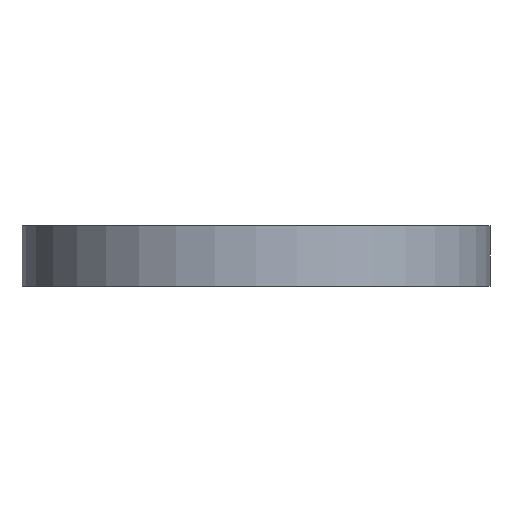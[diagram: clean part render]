
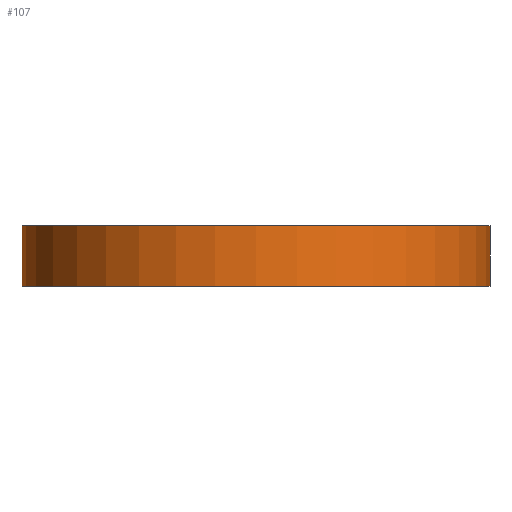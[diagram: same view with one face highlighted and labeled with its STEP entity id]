
A CAD part, front view. The second image highlights one B-rep face of the part: STEP entity #107.
In plain terms, the highlighted cylindrical face has radius 77.75 mm (diameter 155.5 mm), a full revolution.
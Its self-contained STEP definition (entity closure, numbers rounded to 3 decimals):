
#32=CARTESIAN_POINT('',(322.25,-200.,114.5));
#33=VERTEX_POINT('',#32);
#34=CARTESIAN_POINT('',(477.75,-200.,114.5));
#35=VERTEX_POINT('',#34);
#36=CARTESIAN_POINT('',(400.,-200.,114.5));
#37=DIRECTION('',(0.,0.,1.));
#38=DIRECTION('',(1.,0.,-0.));
#39=AXIS2_PLACEMENT_3D('',#36,#37,#38);
#40=CIRCLE('',#39,77.75);
#41=EDGE_CURVE('',#33,#35,#40,.T.);
#43=CARTESIAN_POINT('',(400.,-200.,114.5));
#44=DIRECTION('',(0.,0.,1.));
#45=DIRECTION('',(1.,0.,-0.));
#46=AXIS2_PLACEMENT_3D('',#43,#44,#45);
#47=CIRCLE('',#46,77.75);
#48=EDGE_CURVE('',#35,#33,#47,.T.);
#73=CARTESIAN_POINT('',(400.,-200.,131.));
#74=DIRECTION('',(0.,0.,-1.));
#75=DIRECTION('',(-1.,0.,0.));
#76=AXIS2_PLACEMENT_3D('',#73,#74,#75);
#77=CYLINDRICAL_SURFACE('',#76,77.75);
#78=CARTESIAN_POINT('',(322.25,-200.,134.5));
#79=VERTEX_POINT('',#78);
#80=CARTESIAN_POINT('',(322.25,-200.,114.5));
#81=DIRECTION('',(-0.,-0.,1.));
#82=VECTOR('',#81,20.);
#83=LINE('',#80,#82);
#84=EDGE_CURVE('',#33,#79,#83,.T.);
#85=ORIENTED_EDGE('',*,*,#84,.T.);
#86=CARTESIAN_POINT('',(477.75,-200.,134.5));
#87=VERTEX_POINT('',#86);
#88=CARTESIAN_POINT('',(400.,-200.,134.5));
#89=DIRECTION('',(0.,0.,1.));
#90=DIRECTION('',(1.,0.,-0.));
#91=AXIS2_PLACEMENT_3D('',#88,#89,#90);
#92=CIRCLE('',#91,77.75);
#93=EDGE_CURVE('',#87,#79,#92,.T.);
#94=ORIENTED_EDGE('',*,*,#93,.F.);
#95=CARTESIAN_POINT('',(400.,-200.,134.5));
#96=DIRECTION('',(0.,0.,1.));
#97=DIRECTION('',(1.,0.,-0.));
#98=AXIS2_PLACEMENT_3D('',#95,#96,#97);
#99=CIRCLE('',#98,77.75);
#100=EDGE_CURVE('',#79,#87,#99,.T.);
#101=ORIENTED_EDGE('',*,*,#100,.F.);
#102=ORIENTED_EDGE('',*,*,#84,.F.);
#103=ORIENTED_EDGE('',*,*,#41,.T.);
#104=ORIENTED_EDGE('',*,*,#48,.T.);
#105=EDGE_LOOP('',(#85,#94,#101,#102,#103,#104));
#106=FACE_BOUND('',#105,.T.);
#107=ADVANCED_FACE('',(#106),#77,.T.);
